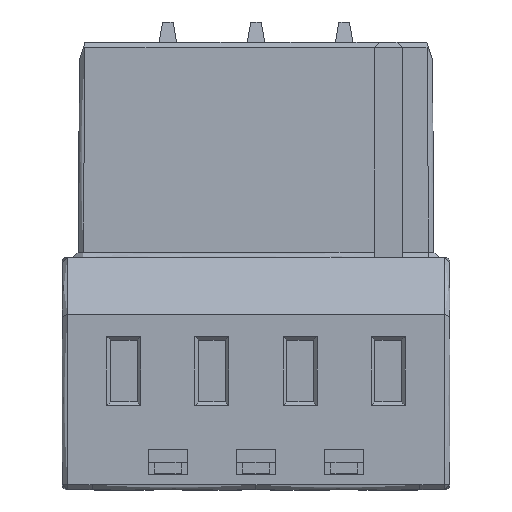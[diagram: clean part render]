
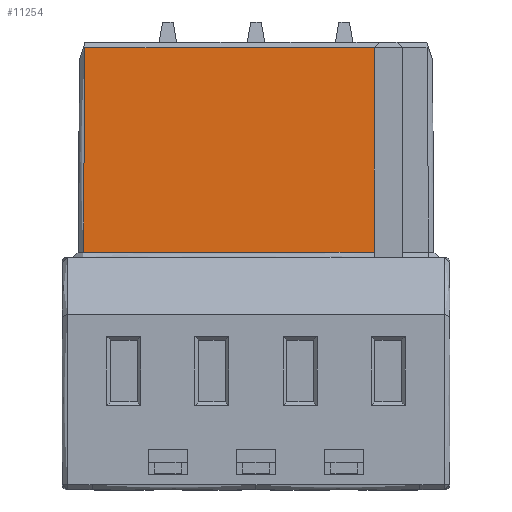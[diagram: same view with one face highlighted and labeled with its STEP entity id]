
A CAD part, front view. The second image highlights one B-rep face of the part: STEP entity #11254.
In plain terms, the highlighted free-form (B-spline) face has degree [1, 1] with [2, 2] control points.
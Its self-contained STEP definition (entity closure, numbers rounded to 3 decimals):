
#211=CARTESIAN_POINT('',(0.512,3.402,12.843));
#212=VERTEX_POINT('',#211);
#223=CARTESIAN_POINT('',(0.61,3.498,24.445));
#224=VERTEX_POINT('',#223);
#225=CARTESIAN_POINT('',(0.515,3.402,12.843));
#226=CARTESIAN_POINT('',(0.61,3.498,24.445));
#227=B_SPLINE_CURVE_WITH_KNOTS('',1,(#225,#226),.POLYLINE_FORM.,.F.,.U.,(2,2),(0.,1.),.UNSPECIFIED.);
#228=EDGE_CURVE('',#212,#224,#227,.T.);
#11227=CARTESIAN_POINT('',(-0.232,3.511,26.045));
#11228=CARTESIAN_POINT('',(20.11,3.511,26.045));
#11229=CARTESIAN_POINT('',(-0.232,3.383,10.443));
#11230=CARTESIAN_POINT('',(20.11,3.383,10.443));
#11231=B_SPLINE_SURFACE_WITH_KNOTS('',1,1,((#11227,#11228),(#11229,#11230)),.PLANE_SURF.,.F.,.F.,.U.,(2,2),(2,2),(0.,1.),(-0.038,1.),.UNSPECIFIED.);
#11232=ORIENTED_EDGE('',*,*,#228,.F.);
#11233=CARTESIAN_POINT('',(17.012,3.402,12.843));
#11234=VERTEX_POINT('',#11233);
#11235=CARTESIAN_POINT('',(0.515,3.402,12.842));
#11236=CARTESIAN_POINT('',(17.012,3.402,12.843));
#11237=B_SPLINE_CURVE_WITH_KNOTS('',1,(#11235,#11236),.POLYLINE_FORM.,.F.,.U.,(2,2),(0.,1.),.UNSPECIFIED.);
#11238=EDGE_CURVE('',#212,#11234,#11237,.T.);
#11239=ORIENTED_EDGE('',*,*,#11238,.T.);
#11240=CARTESIAN_POINT('',(17.012,3.498,24.445));
#11241=VERTEX_POINT('',#11240);
#11242=CARTESIAN_POINT('',(17.012,3.402,12.843));
#11243=CARTESIAN_POINT('',(17.012,3.498,24.445));
#11244=B_SPLINE_CURVE_WITH_KNOTS('',1,(#11242,#11243),.POLYLINE_FORM.,.F.,.U.,(2,2),(0.,1.),.UNSPECIFIED.);
#11245=EDGE_CURVE('',#11234,#11241,#11244,.T.);
#11246=ORIENTED_EDGE('',*,*,#11245,.T.);
#11247=CARTESIAN_POINT('',(17.012,3.498,24.445));
#11248=CARTESIAN_POINT('',(0.61,3.498,24.445));
#11249=B_SPLINE_CURVE_WITH_KNOTS('',1,(#11247,#11248),.POLYLINE_FORM.,.F.,.U.,(2,2),(0.,1.),.UNSPECIFIED.);
#11250=EDGE_CURVE('',#11241,#224,#11249,.T.);
#11251=ORIENTED_EDGE('',*,*,#11250,.T.);
#11252=EDGE_LOOP('',(#11232,#11239,#11246,#11251));
#11253=FACE_OUTER_BOUND('',#11252,.T.);
#11254=ADVANCED_FACE('',(#11253),#11231,.T.);
